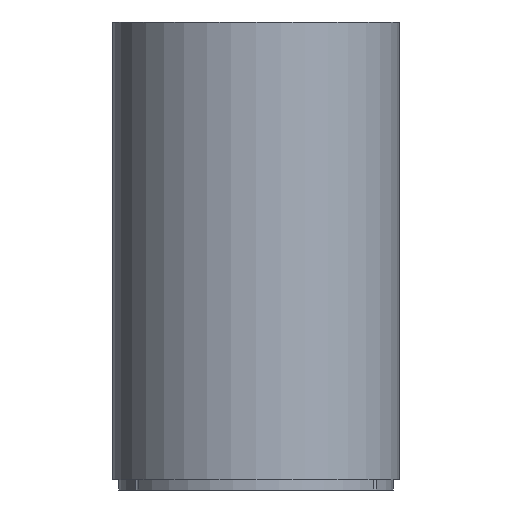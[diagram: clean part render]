
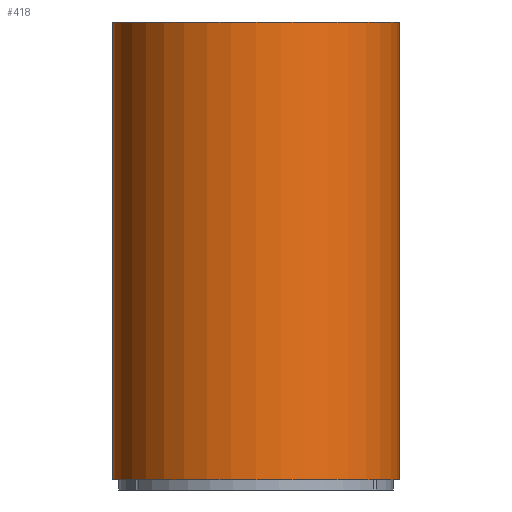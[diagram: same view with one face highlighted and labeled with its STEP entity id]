
A CAD part, front view. The second image highlights one B-rep face of the part: STEP entity #418.
In plain terms, the highlighted cylindrical face has radius 69 mm (diameter 138 mm), a full revolution.
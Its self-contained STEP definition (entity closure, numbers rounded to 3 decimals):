
#52=FACE_OUTER_BOUND('',#80,.T.);
#80=EDGE_LOOP('',(#377,#378,#379,#380));
#100=LINE('',#771,#120);
#120=VECTOR('',#646,69.);
#135=CIRCLE('',#453,69.);
#151=CIRCLE('',#475,69.);
#177=VERTEX_POINT('',#691);
#194=VERTEX_POINT('',#737);
#222=EDGE_CURVE('',#177,#177,#135,.T.);
#245=EDGE_CURVE('',#194,#194,#151,.T.);
#260=EDGE_CURVE('',#177,#194,#100,.T.);
#377=ORIENTED_EDGE('',*,*,#222,.F.);
#378=ORIENTED_EDGE('',*,*,#260,.T.);
#379=ORIENTED_EDGE('',*,*,#245,.T.);
#380=ORIENTED_EDGE('',*,*,#260,.F.);
#394=CYLINDRICAL_SURFACE('',#496,69.);
#418=ADVANCED_FACE('',(#52),#394,.T.);
#453=AXIS2_PLACEMENT_3D('',#692,#546,#547);
#475=AXIS2_PLACEMENT_3D('',#738,#597,#598);
#496=AXIS2_PLACEMENT_3D('',#770,#644,#645);
#546=DIRECTION('center_axis',(0.,0.,1.));
#547=DIRECTION('ref_axis',(1.,0.,0.));
#597=DIRECTION('center_axis',(0.,0.,1.));
#598=DIRECTION('ref_axis',(1.,0.,0.));
#644=DIRECTION('center_axis',(0.,0.,1.));
#645=DIRECTION('ref_axis',(1.,0.,0.));
#646=DIRECTION('',(0.,0.,-1.));
#691=CARTESIAN_POINT('',(-69.,0.,220.));
#692=CARTESIAN_POINT('Origin',(0.,0.,220.));
#737=CARTESIAN_POINT('',(-69.,0.,0.));
#738=CARTESIAN_POINT('Origin',(0.,0.,0.));
#770=CARTESIAN_POINT('Origin',(0.,0.,0.));
#771=CARTESIAN_POINT('',(-69.,0.,0.));
